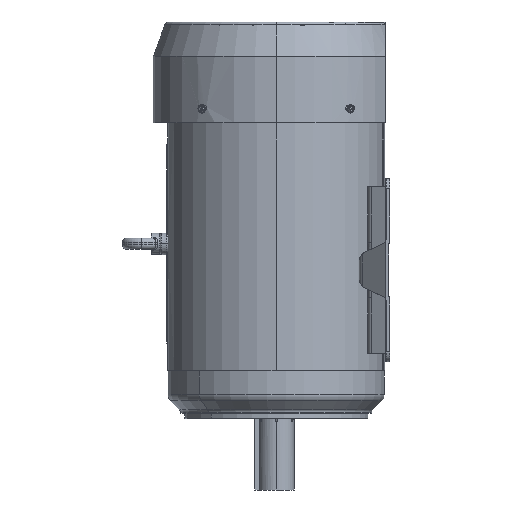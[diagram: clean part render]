
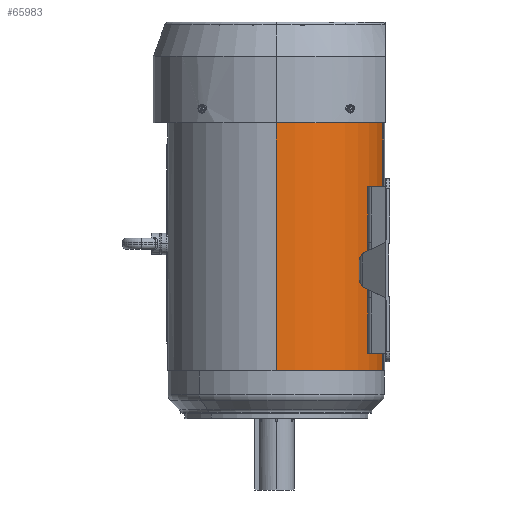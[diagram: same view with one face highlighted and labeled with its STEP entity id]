
A CAD part, left-side view. The second image highlights one B-rep face of the part: STEP entity #65983.
In plain terms, the highlighted cylindrical face has radius 127.5 mm (diameter 255 mm), a partial arc.
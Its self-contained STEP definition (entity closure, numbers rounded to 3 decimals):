
#2515 = CARTESIAN_POINT ( 'NONE',  ( 0., 0., -149. ) ) ;
#4586 = DIRECTION ( 'NONE',  ( 0., 0., -1. ) ) ;
#6437 = VERTEX_POINT ( 'NONE', #21889 ) ;
#6509 = CARTESIAN_POINT ( 'NONE',  ( -25.309, -124.963, 149. ) ) ;
#7072 = VERTEX_POINT ( 'NONE', #63569 ) ;
#8277 = CARTESIAN_POINT ( 'NONE',  ( -127.5, 0., 149. ) ) ;
#8676 = EDGE_CURVE ( 'NONE', #36740, #20780, #22024, .T. ) ;
#10338 = DIRECTION ( 'NONE',  ( 1., 0., 0. ) ) ;
#16042 = LINE ( 'NONE', #6509, #96400 ) ;
#16633 = ORIENTED_EDGE ( 'NONE', *, *, #49705, .T. ) ;
#20780 = VERTEX_POINT ( 'NONE', #42983 ) ;
#20953 = CARTESIAN_POINT ( 'NONE',  ( 0., 0., 149. ) ) ;
#21889 = CARTESIAN_POINT ( 'NONE',  ( -25.309, -124.963, -149. ) ) ;
#22024 = LINE ( 'NONE', #8277, #99960 ) ;
#28748 = DIRECTION ( 'NONE',  ( 1., 0., 0. ) ) ;
#29895 = DIRECTION ( 'NONE',  ( 0., 0., -1. ) ) ;
#30405 = CARTESIAN_POINT ( 'NONE',  ( -127.5, 0., 149. ) ) ;
#36740 = VERTEX_POINT ( 'NONE', #30405 ) ;
#37992 = AXIS2_PLACEMENT_3D ( 'NONE', #20953, #75421, #28748 ) ;
#42514 = ORIENTED_EDGE ( 'NONE', *, *, #61791, .F. ) ;
#42983 = CARTESIAN_POINT ( 'NONE',  ( -127.5, 0., -149. ) ) ;
#48414 = CIRCLE ( 'NONE', #37992, 127.5 ) ;
#49705 = EDGE_CURVE ( 'NONE', #20780, #6437, #98694, .T. ) ;
#51059 = CARTESIAN_POINT ( 'NONE',  ( 0., 0., 149. ) ) ;
#52632 = AXIS2_PLACEMENT_3D ( 'NONE', #51059, #4586, #58925 ) ;
#56839 = DIRECTION ( 'NONE',  ( 0., 0., 1. ) ) ;
#58925 = DIRECTION ( 'NONE',  ( -1., 0., 0. ) ) ;
#60300 = CYLINDRICAL_SURFACE ( 'NONE', #52632, 127.5 ) ;
#60740 = EDGE_LOOP ( 'NONE', ( #94086, #77546, #16633, #42514 ) ) ;
#61791 = EDGE_CURVE ( 'NONE', #7072, #6437, #16042, .T. ) ;
#62752 = FACE_OUTER_BOUND ( 'NONE', #60740, .T. ) ;
#63569 = CARTESIAN_POINT ( 'NONE',  ( -25.309, -124.963, 149. ) ) ;
#64623 = AXIS2_PLACEMENT_3D ( 'NONE', #2515, #56839, #10338 ) ;
#65983 = ADVANCED_FACE ( 'NONE', ( #62752 ), #60300, .T. ) ;
#70837 = DIRECTION ( 'NONE',  ( 0., 0., -1. ) ) ;
#75421 = DIRECTION ( 'NONE',  ( 0., 0., 1. ) ) ;
#77546 = ORIENTED_EDGE ( 'NONE', *, *, #8676, .T. ) ;
#94086 = ORIENTED_EDGE ( 'NONE', *, *, #95651, .F. ) ;
#95651 = EDGE_CURVE ( 'NONE', #36740, #7072, #48414, .T. ) ;
#96400 = VECTOR ( 'NONE', #29895, 1000. ) ;
#98694 = CIRCLE ( 'NONE', #64623, 127.5 ) ;
#99960 = VECTOR ( 'NONE', #70837, 1000. ) ;
